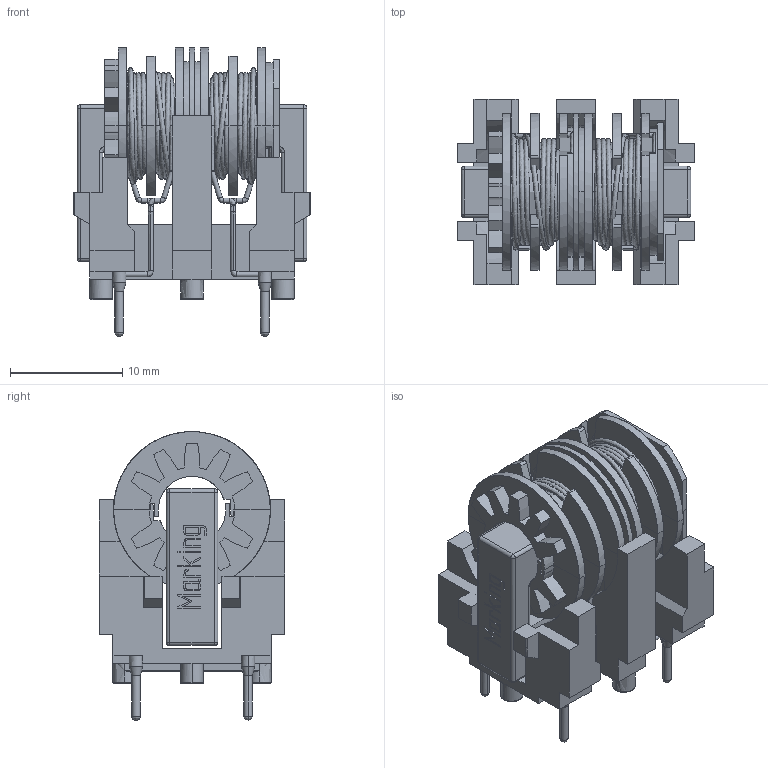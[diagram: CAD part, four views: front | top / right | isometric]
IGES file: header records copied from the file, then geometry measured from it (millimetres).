
Start section: Comment
Global section: file name: WE-FC_UT20V.igs; native system:  By UGS Corp.; preprocessor: XPlus GENERIC/IGES 3.0; author: Author; organization: Title; date: 20121206.124834; units: millimetre
Bounding box: 21.13 x 16.54 x 25.79 mm (x, y, z)
Surface area: 6157.9 mm2 (no closed solid volume)
Topology: 0 solids, 0 shells, 753 faces, 4506 edges, 4460 vertices
Faces by surface type: bspline 753
